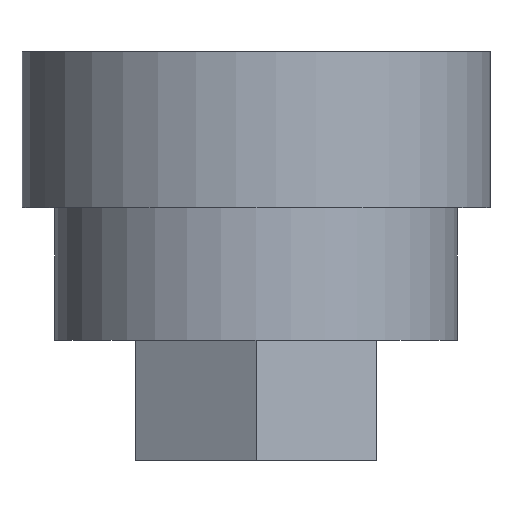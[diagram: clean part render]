
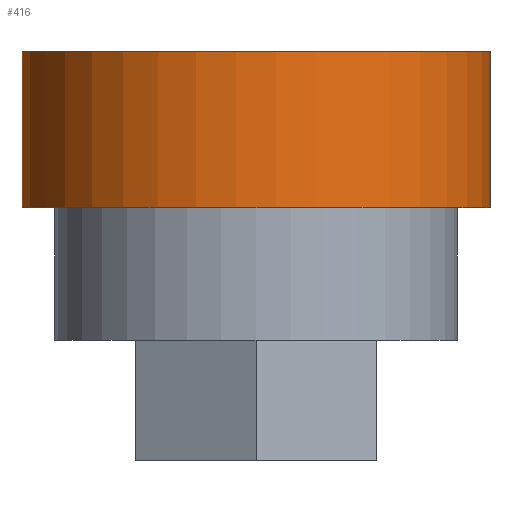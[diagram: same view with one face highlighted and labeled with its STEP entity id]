
A CAD part, front view. The second image highlights one B-rep face of the part: STEP entity #416.
In plain terms, the highlighted cylindrical face has radius 19.5 mm (diameter 39 mm), a partial arc.
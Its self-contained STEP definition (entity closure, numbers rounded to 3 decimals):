
#61=FACE_OUTER_BOUND('',#91,.T.);
#91=EDGE_LOOP('',(#364,#365,#366,#367));
#125=LINE('',#698,#159);
#130=LINE('',#713,#164);
#159=VECTOR('',#575,10.);
#164=VECTOR('',#592,10.);
#184=CIRCLE('',#474,19.5);
#185=CIRCLE('',#475,19.5);
#216=VERTEX_POINT('',#695);
#217=VERTEX_POINT('',#697);
#220=VERTEX_POINT('',#710);
#221=VERTEX_POINT('',#712);
#265=EDGE_CURVE('',#216,#217,#125,.T.);
#272=EDGE_CURVE('',#221,#220,#130,.T.);
#274=EDGE_CURVE('',#216,#221,#184,.T.);
#275=EDGE_CURVE('',#217,#220,#185,.T.);
#364=ORIENTED_EDGE('',*,*,#274,.T.);
#365=ORIENTED_EDGE('',*,*,#272,.T.);
#366=ORIENTED_EDGE('',*,*,#275,.F.);
#367=ORIENTED_EDGE('',*,*,#265,.F.);
#393=CYLINDRICAL_SURFACE('',#473,19.5);
#416=ADVANCED_FACE('',(#61),#393,.T.);
#473=AXIS2_PLACEMENT_3D('',#715,#594,#595);
#474=AXIS2_PLACEMENT_3D('',#716,#596,#597);
#475=AXIS2_PLACEMENT_3D('',#717,#598,#599);
#575=DIRECTION('',(0.,0.,1.));
#592=DIRECTION('',(0.,0.,1.));
#594=DIRECTION('center_axis',(0.,0.,1.));
#595=DIRECTION('ref_axis',(0.,-1.,0.));
#596=DIRECTION('center_axis',(0.,0.,1.));
#597=DIRECTION('ref_axis',(1.,0.,0.));
#598=DIRECTION('center_axis',(0.,0.,1.));
#599=DIRECTION('ref_axis',(1.,0.,0.));
#695=CARTESIAN_POINT('',(-16.267,10.753,0.));
#697=CARTESIAN_POINT('',(-16.267,10.753,13.));
#698=CARTESIAN_POINT('',(-16.267,10.753,0.));
#710=CARTESIAN_POINT('',(16.267,10.753,13.));
#712=CARTESIAN_POINT('',(16.267,10.753,0.));
#713=CARTESIAN_POINT('',(16.267,10.753,0.));
#715=CARTESIAN_POINT('Origin',(0.,0.,0.));
#716=CARTESIAN_POINT('Origin',(0.,0.,0.));
#717=CARTESIAN_POINT('Origin',(0.,0.,13.));
